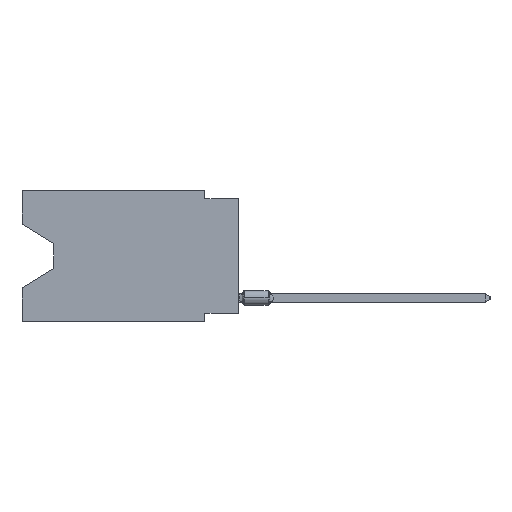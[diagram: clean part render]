
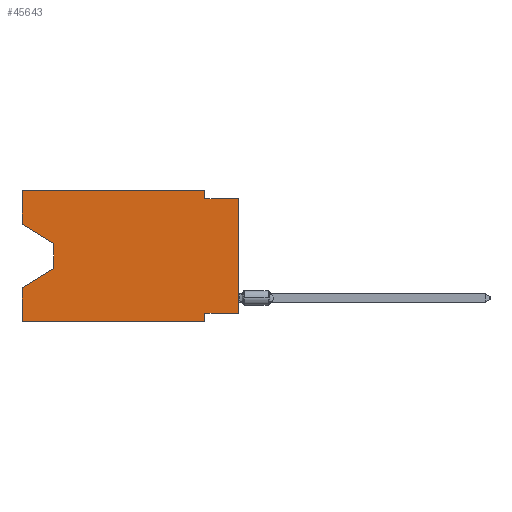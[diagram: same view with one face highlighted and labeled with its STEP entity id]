
A CAD part, left-side view. The second image highlights one B-rep face of the part: STEP entity #45643.
In plain terms, the highlighted planar face has unit normal (-1, 0, 0).
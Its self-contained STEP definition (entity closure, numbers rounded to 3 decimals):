
#766 = ORIENTED_EDGE ( 'NONE', *, *, #16147, .F. ) ;
#818 = ORIENTED_EDGE ( 'NONE', *, *, #21899, .F. ) ;
#1145 = VECTOR ( 'NONE', #43947, 1000. ) ;
#2238 = LINE ( 'NONE', #35542, #20929 ) ;
#2923 = CARTESIAN_POINT ( 'NONE',  ( 0., 16.383, -7.36 ) ) ;
#3278 = ORIENTED_EDGE ( 'NONE', *, *, #21775, .F. ) ;
#3393 = CARTESIAN_POINT ( 'NONE',  ( 0., 0., 0. ) ) ;
#3420 = VERTEX_POINT ( 'NONE', #10305 ) ;
#3695 = ORIENTED_EDGE ( 'NONE', *, *, #20295, .F. ) ;
#3737 = VECTOR ( 'NONE', #47005, 1000. ) ;
#4682 = LINE ( 'NONE', #34578, #18401 ) ;
#5002 = VERTEX_POINT ( 'NONE', #2923 ) ;
#7351 = DIRECTION ( 'NONE',  ( 1., 0., 0. ) ) ;
#7582 = VECTOR ( 'NONE', #27605, 1000. ) ;
#7880 = EDGE_CURVE ( 'NONE', #28946, #11152, #10828, .T. ) ;
#8491 = CARTESIAN_POINT ( 'NONE',  ( 0., 16.383, 0. ) ) ;
#9204 = CARTESIAN_POINT ( 'NONE',  ( 0., 16.383, -9.906 ) ) ;
#9356 = ORIENTED_EDGE ( 'NONE', *, *, #45062, .T. ) ;
#9909 = CARTESIAN_POINT ( 'NONE',  ( 0., 16.383, 0. ) ) ;
#10246 = ORIENTED_EDGE ( 'NONE', *, *, #47022, .T. ) ;
#10305 = CARTESIAN_POINT ( 'NONE',  ( 0., 2.54, -0.635 ) ) ;
#10765 = CARTESIAN_POINT ( 'NONE',  ( 0., 2.54, 0. ) ) ;
#10828 = LINE ( 'NONE', #22359, #30565 ) ;
#10832 = CARTESIAN_POINT ( 'NONE',  ( 0., 16.383, -9.906 ) ) ;
#11073 = DIRECTION ( 'NONE',  ( 0., 0., -1. ) ) ;
#11091 = LINE ( 'NONE', #14779, #1145 ) ;
#11152 = VERTEX_POINT ( 'NONE', #26060 ) ;
#11887 = ORIENTED_EDGE ( 'NONE', *, *, #35310, .F. ) ;
#11943 = EDGE_CURVE ( 'NONE', #20266, #23411, #18085, .T. ) ;
#12177 = VERTEX_POINT ( 'NONE', #9204 ) ;
#12456 = VERTEX_POINT ( 'NONE', #34658 ) ;
#12459 = CARTESIAN_POINT ( 'NONE',  ( 0., 13.97, -5.893 ) ) ;
#12473 = VECTOR ( 'NONE', #14637, 1000. ) ;
#14637 = DIRECTION ( 'NONE',  ( 0., 0., -1. ) ) ;
#14779 = CARTESIAN_POINT ( 'NONE',  ( 0., 16.383, -2.546 ) ) ;
#15151 = CARTESIAN_POINT ( 'NONE',  ( 0., 16.383, 0. ) ) ;
#16147 = EDGE_CURVE ( 'NONE', #3420, #23411, #30145, .T. ) ;
#18085 = LINE ( 'NONE', #3393, #40114 ) ;
#18401 = VECTOR ( 'NONE', #19857, 1000. ) ;
#18867 = DIRECTION ( 'NONE',  ( 0., 0., -1. ) ) ;
#19341 = CARTESIAN_POINT ( 'NONE',  ( 0., 16.383, 0. ) ) ;
#19536 = DIRECTION ( 'NONE',  ( 0., 0., 1. ) ) ;
#19857 = DIRECTION ( 'NONE',  ( 0., 0., -1. ) ) ;
#19938 = ORIENTED_EDGE ( 'NONE', *, *, #21832, .F. ) ;
#20255 = LINE ( 'NONE', #8491, #40451 ) ;
#20266 = VERTEX_POINT ( 'NONE', #38503 ) ;
#20295 = EDGE_CURVE ( 'NONE', #30819, #3420, #4682, .T. ) ;
#20929 = VECTOR ( 'NONE', #31633, 1000. ) ;
#21124 = VERTEX_POINT ( 'NONE', #9909 ) ;
#21775 = EDGE_CURVE ( 'NONE', #21124, #30819, #33786, .T. ) ;
#21832 = EDGE_CURVE ( 'NONE', #20266, #41894, #45519, .T. ) ;
#21899 = EDGE_CURVE ( 'NONE', #12177, #5002, #20255, .T. ) ;
#22359 = CARTESIAN_POINT ( 'NONE',  ( 0., 13.97, -4.013 ) ) ;
#23370 = CARTESIAN_POINT ( 'NONE',  ( 0., 16.383, -2.546 ) ) ;
#23411 = VERTEX_POINT ( 'NONE', #33970 ) ;
#24771 = VECTOR ( 'NONE', #30100, 1000. ) ;
#25003 = VERTEX_POINT ( 'NONE', #23370 ) ;
#25216 = DIRECTION ( 'NONE',  ( 0., 0., 1. ) ) ;
#25676 = CARTESIAN_POINT ( 'NONE',  ( 0., 2.54, -9.906 ) ) ;
#26060 = CARTESIAN_POINT ( 'NONE',  ( 0., 13.97, -5.893 ) ) ;
#26070 = VECTOR ( 'NONE', #29963, 1000. ) ;
#26338 = VECTOR ( 'NONE', #45089, 1000. ) ;
#27605 = DIRECTION ( 'NONE',  ( 0., 1., 0. ) ) ;
#28946 = VERTEX_POINT ( 'NONE', #45425 ) ;
#29963 = DIRECTION ( 'NONE',  ( 0., -1., 0. ) ) ;
#30100 = DIRECTION ( 'NONE',  ( 0., -1., 0. ) ) ;
#30145 = LINE ( 'NONE', #38223, #26338 ) ;
#30565 = VECTOR ( 'NONE', #11073, 1000. ) ;
#30819 = VERTEX_POINT ( 'NONE', #10765 ) ;
#30854 = PLANE ( 'NONE',  #31703 ) ;
#31633 = DIRECTION ( 'NONE',  ( 0., 0., 1. ) ) ;
#31703 = AXIS2_PLACEMENT_3D ( 'NONE', #19341, #7351, #18867 ) ;
#33755 = LINE ( 'NONE', #25676, #12473 ) ;
#33786 = LINE ( 'NONE', #15151, #24771 ) ;
#33970 = CARTESIAN_POINT ( 'NONE',  ( 0., 0., -0.635 ) ) ;
#34578 = CARTESIAN_POINT ( 'NONE',  ( 0., 2.54, 0. ) ) ;
#34658 = CARTESIAN_POINT ( 'NONE',  ( 0., 2.54, -9.906 ) ) ;
#34956 = CARTESIAN_POINT ( 'NONE',  ( 0., 0., -9.271 ) ) ;
#35010 = LINE ( 'NONE', #12459, #3737 ) ;
#35310 = EDGE_CURVE ( 'NONE', #25003, #21124, #2238, .T. ) ;
#35542 = CARTESIAN_POINT ( 'NONE',  ( 0., 16.383, 0. ) ) ;
#37760 = EDGE_CURVE ( 'NONE', #41894, #12456, #33755, .T. ) ;
#37967 = FACE_OUTER_BOUND ( 'NONE', #40356, .T. ) ;
#38223 = CARTESIAN_POINT ( 'NONE',  ( 0., 0., -0.635 ) ) ;
#38255 = ORIENTED_EDGE ( 'NONE', *, *, #37760, .F. ) ;
#38503 = CARTESIAN_POINT ( 'NONE',  ( 0., 0., -9.271 ) ) ;
#38722 = ORIENTED_EDGE ( 'NONE', *, *, #7880, .T. ) ;
#40114 = VECTOR ( 'NONE', #25216, 1000. ) ;
#40356 = EDGE_LOOP ( 'NONE', ( #9356, #38722, #10246, #818, #42196, #38255, #19938, #44029, #766, #3695, #3278, #11887 ) ) ;
#40451 = VECTOR ( 'NONE', #19536, 1000. ) ;
#41894 = VERTEX_POINT ( 'NONE', #45443 ) ;
#42104 = EDGE_CURVE ( 'NONE', #12177, #12456, #44903, .T. ) ;
#42196 = ORIENTED_EDGE ( 'NONE', *, *, #42104, .T. ) ;
#43947 = DIRECTION ( 'NONE',  ( 0., -0.855, -0.519 ) ) ;
#44029 = ORIENTED_EDGE ( 'NONE', *, *, #11943, .T. ) ;
#44903 = LINE ( 'NONE', #10832, #26070 ) ;
#45062 = EDGE_CURVE ( 'NONE', #25003, #28946, #11091, .T. ) ;
#45089 = DIRECTION ( 'NONE',  ( 0., -1., 0. ) ) ;
#45425 = CARTESIAN_POINT ( 'NONE',  ( 0., 13.97, -4.013 ) ) ;
#45443 = CARTESIAN_POINT ( 'NONE',  ( 0., 2.54, -9.271 ) ) ;
#45519 = LINE ( 'NONE', #34956, #7582 ) ;
#45643 = ADVANCED_FACE ( 'NONE', ( #37967 ), #30854, .F. ) ;
#47005 = DIRECTION ( 'NONE',  ( 0., 0.855, -0.519 ) ) ;
#47022 = EDGE_CURVE ( 'NONE', #11152, #5002, #35010, .T. ) ;
